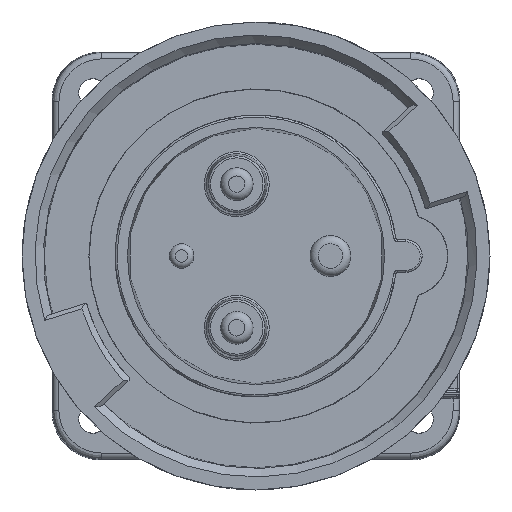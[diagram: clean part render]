
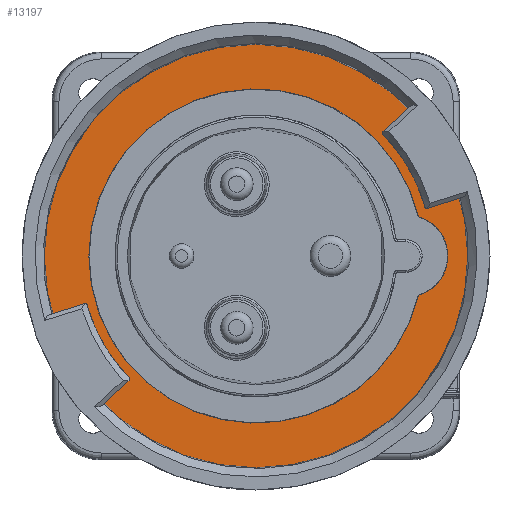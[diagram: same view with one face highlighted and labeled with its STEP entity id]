
A CAD part, left-side view. The second image highlights one B-rep face of the part: STEP entity #13197.
In plain terms, the highlighted planar face has unit normal (-1, 0, 0).
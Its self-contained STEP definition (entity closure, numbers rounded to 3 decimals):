
#2269 = DIRECTION ( 'NONE',  ( 0., 0., -1. ) ) ;
#2320 = DIRECTION ( 'NONE',  ( -1., 0., 0. ) ) ;
#2330 = CARTESIAN_POINT ( 'NONE',  ( 0., -37., 0. ) ) ;
#2565 = CARTESIAN_POINT ( 'NONE',  ( 0., -39.843, -9.664 ) ) ;
#3797 = CARTESIAN_POINT ( 'NONE',  ( 0., -39.843, 9.664 ) ) ;
#5886 = DIRECTION ( 'NONE',  ( -1., 0., 0. ) ) ;
#6446 = ORIENTED_EDGE ( 'NONE', *, *, #22956, .F. ) ;
#7894 = VERTEX_POINT ( 'NONE', #3797 ) ;
#9434 = CIRCLE ( 'NONE', #43554, 10.073 ) ;
#11744 = VERTEX_POINT ( 'NONE', #28980 ) ;
#13197 = ADVANCED_FACE ( 'NONE', ( #35014, #27936 ), #18149, .T. ) ;
#15769 = ORIENTED_EDGE ( 'NONE', *, *, #26002, .T. ) ;
#17173 = DIRECTION ( 'NONE',  ( 0., 0., 1. ) ) ;
#17192 = DIRECTION ( 'NONE',  ( -1., 0., 0. ) ) ;
#17235 = CARTESIAN_POINT ( 'NONE',  ( 0., 0., 0. ) ) ;
#17990 = DIRECTION ( 'NONE',  ( 0., 0., 1. ) ) ;
#18034 = DIRECTION ( 'NONE',  ( -1., 0., 0. ) ) ;
#18149 = PLANE ( 'NONE',  #30903 ) ;
#19024 = CARTESIAN_POINT ( 'NONE',  ( 0., 0., 0. ) ) ;
#21515 = CIRCLE ( 'NONE', #39000, 40.998 ) ;
#22956 = EDGE_CURVE ( 'NONE', #28817, #7894, #9434, .T. ) ;
#25408 = AXIS2_PLACEMENT_3D ( 'NONE', #17235, #17192, #17173 ) ;
#26002 = EDGE_CURVE ( 'NONE', #11744, #11744, #33817, .T. ) ;
#27249 = CARTESIAN_POINT ( 'NONE',  ( 0., 0., 0. ) ) ;
#27936 = FACE_OUTER_BOUND ( 'NONE', #28937, .T. ) ;
#28817 = VERTEX_POINT ( 'NONE', #2565 ) ;
#28937 = EDGE_LOOP ( 'NONE', ( #15769 ) ) ;
#28980 = CARTESIAN_POINT ( 'NONE',  ( 0., 0., 51.946 ) ) ;
#30763 = DIRECTION ( 'NONE',  ( 0., 1., 0. ) ) ;
#30903 = AXIS2_PLACEMENT_3D ( 'NONE', #19024, #18034, #17990 ) ;
#33817 = CIRCLE ( 'NONE', #25408, 51.946 ) ;
#34958 = ORIENTED_EDGE ( 'NONE', *, *, #39960, .F. ) ;
#35014 = FACE_BOUND ( 'NONE', #37838, .T. ) ;
#37838 = EDGE_LOOP ( 'NONE', ( #34958, #6446 ) ) ;
#39000 = AXIS2_PLACEMENT_3D ( 'NONE', #27249, #5886, #30763 ) ;
#39960 = EDGE_CURVE ( 'NONE', #7894, #28817, #21515, .T. ) ;
#43554 = AXIS2_PLACEMENT_3D ( 'NONE', #2330, #2320, #2269 ) ;
